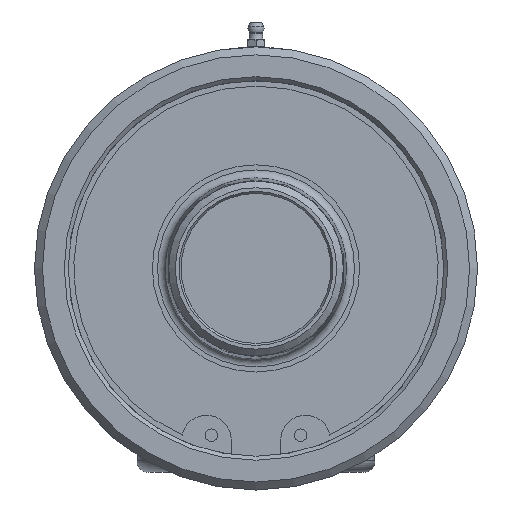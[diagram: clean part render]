
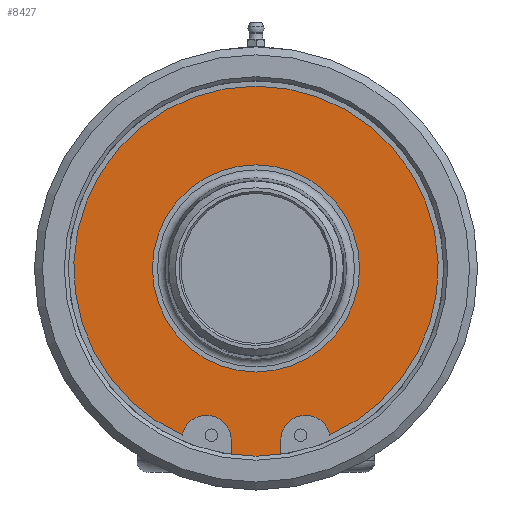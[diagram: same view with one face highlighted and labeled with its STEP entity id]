
A CAD part, left-side view. The second image highlights one B-rep face of the part: STEP entity #8427.
In plain terms, the highlighted planar face has unit normal (-1, 0, 0).
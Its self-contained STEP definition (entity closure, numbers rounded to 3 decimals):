
#146=FACE_BOUND('',#2983,.T.);
#911=LINE('',#15519,#1396);
#1339=LINE('',#67954,#1824);
#1396=VECTOR('',#9463,10.);
#1824=VECTOR('',#10683,10.);
#1990=PLANE('',#9045);
#2451=FACE_OUTER_BOUND('',#2982,.T.);
#2982=EDGE_LOOP('',(#7871,#7872,#7873,#7874,#7875,#7876,#7877));
#2983=EDGE_LOOP('',(#7878));
#3108=CIRCLE('',#8640,73.279);
#3109=CIRCLE('',#8642,9.97);
#3116=CIRCLE('',#8655,41.65);
#3312=CIRCLE('',#9037,75.843);
#3313=CIRCLE('',#9038,75.843);
#3314=CIRCLE('',#9041,9.97);
#3475=VERTEX_POINT('',#15508);
#3476=VERTEX_POINT('',#15509);
#3477=VERTEX_POINT('',#15514);
#3478=VERTEX_POINT('',#15518);
#3485=VERTEX_POINT('',#15544);
#4142=VERTEX_POINT('',#67943);
#4143=VERTEX_POINT('',#67946);
#4144=VERTEX_POINT('',#67953);
#4385=EDGE_CURVE('',#3475,#3476,#3108,.T.);
#4388=EDGE_CURVE('',#3477,#3475,#3109,.T.);
#4390=EDGE_CURVE('',#3478,#3477,#911,.T.);
#4402=EDGE_CURVE('',#3485,#3485,#3116,.T.);
#5392=EDGE_CURVE('',#4142,#3478,#3312,.T.);
#5394=EDGE_CURVE('',#4143,#4142,#3313,.T.);
#5395=EDGE_CURVE('',#4144,#4143,#1339,.T.);
#5397=EDGE_CURVE('',#3476,#4144,#3314,.T.);
#7871=ORIENTED_EDGE('',*,*,#4390,.F.);
#7872=ORIENTED_EDGE('',*,*,#5392,.F.);
#7873=ORIENTED_EDGE('',*,*,#5394,.F.);
#7874=ORIENTED_EDGE('',*,*,#5395,.F.);
#7875=ORIENTED_EDGE('',*,*,#5397,.F.);
#7876=ORIENTED_EDGE('',*,*,#4385,.F.);
#7877=ORIENTED_EDGE('',*,*,#4388,.F.);
#7878=ORIENTED_EDGE('',*,*,#4402,.F.);
#8427=ADVANCED_FACE('',(#2451,#146),#1990,.T.);
#8640=AXIS2_PLACEMENT_3D('',#15510,#9452,#9453);
#8642=AXIS2_PLACEMENT_3D('',#15515,#9458,#9459);
#8655=AXIS2_PLACEMENT_3D('',#15546,#9490,#9491);
#9037=AXIS2_PLACEMENT_3D('',#67945,#10677,#10678);
#9038=AXIS2_PLACEMENT_3D('',#67951,#10679,#10680);
#9041=AXIS2_PLACEMENT_3D('',#67957,#10687,#10688);
#9045=AXIS2_PLACEMENT_3D('',#67961,#10695,#10696);
#9452=DIRECTION('center_axis',(1.,0.,0.));
#9453=DIRECTION('ref_axis',(0.,0.405,0.914));
#9458=DIRECTION('center_axis',(-1.,0.,0.));
#9459=DIRECTION('ref_axis',(0.,-1.,0.));
#9463=DIRECTION('',(0.,0.,1.));
#9490=DIRECTION('center_axis',(-1.,0.,0.));
#9491=DIRECTION('ref_axis',(0.,0.,1.));
#10677=DIRECTION('center_axis',(1.,0.,0.));
#10678=DIRECTION('ref_axis',(0.,0.,1.));
#10679=DIRECTION('center_axis',(1.,0.,0.));
#10680=DIRECTION('ref_axis',(0.,0.,1.));
#10683=DIRECTION('',(0.,0.,-1.));
#10687=DIRECTION('center_axis',(-1.,0.,0.));
#10688=DIRECTION('ref_axis',(0.,-0.979,0.205));
#10695=DIRECTION('center_axis',(-1.,0.,0.));
#10696=DIRECTION('ref_axis',(0.,0.,1.));
#15508=CARTESIAN_POINT('',(-87.298,29.697,-66.992));
#15509=CARTESIAN_POINT('',(-87.298,-29.697,-66.992));
#15510=CARTESIAN_POINT('Origin',(-87.298,0.,0.));
#15514=CARTESIAN_POINT('',(-87.298,9.97,-69.033));
#15515=CARTESIAN_POINT('Origin',(-87.298,19.939,-69.033));
#15518=CARTESIAN_POINT('',(-87.298,9.97,-75.185));
#15519=CARTESIAN_POINT('',(-87.298,9.97,-22.905));
#15544=CARTESIAN_POINT('',(-87.298,0.,-41.65));
#15546=CARTESIAN_POINT('Origin',(-87.298,0.,0.));
#67943=CARTESIAN_POINT('',(-87.298,0.,-75.843));
#67945=CARTESIAN_POINT('Origin',(-87.298,0.,0.));
#67946=CARTESIAN_POINT('',(-87.298,-9.97,-75.185));
#67951=CARTESIAN_POINT('Origin',(-87.298,0.,0.));
#67953=CARTESIAN_POINT('',(-87.298,-9.97,-69.033));
#67954=CARTESIAN_POINT('',(-87.298,-9.97,-17.92));
#67957=CARTESIAN_POINT('Origin',(-87.298,-19.939,-69.033));
#67961=CARTESIAN_POINT('Origin',(-87.298,0.,33.193));
